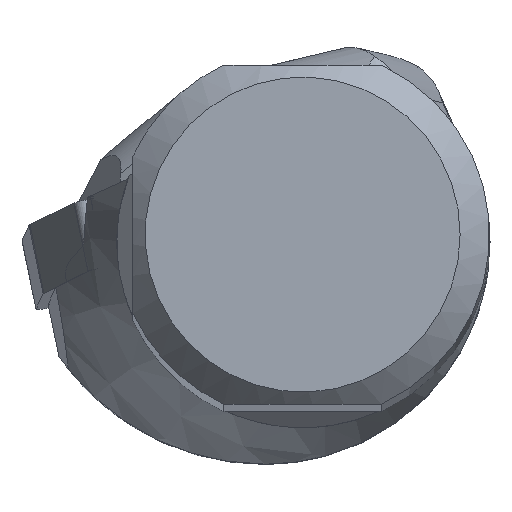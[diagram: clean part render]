
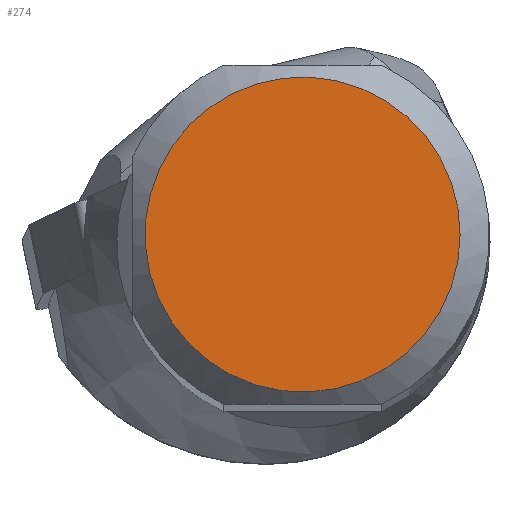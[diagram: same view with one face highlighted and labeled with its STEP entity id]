
A CAD part, top view. The second image highlights one B-rep face of the part: STEP entity #274.
In plain terms, the highlighted planar face has unit normal (0, 0, 1).
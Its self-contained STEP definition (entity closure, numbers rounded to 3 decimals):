
#191=FACE_OUTER_BOUND('',#424,.T.);
#274=ADVANCED_FACE('CU_SU_BP3',(#191),#343,.T.);
#343=PLANE('',#1798);
#424=EDGE_LOOP('',(#693));
#511=CIRCLE('',#1797,10.691);
#693=ORIENTED_EDGE('',*,*,#1254,.T.);
#1075=VERTEX_POINT('',#2731);
#1254=EDGE_CURVE('',#1075,#1075,#511,.T.);
#1797=AXIS2_PLACEMENT_3D('',#2730,#2112,#2113);
#1798=AXIS2_PLACEMENT_3D('',#2732,#2114,#2115);
#2112=DIRECTION('',(0.,0.,1.));
#2113=DIRECTION('',(1.,0.,0.));
#2114=DIRECTION('',(0.,0.,1.));
#2115=DIRECTION('',(1.,0.,0.));
#2730=CARTESIAN_POINT('',(0.,0.,0.));
#2731=CARTESIAN_POINT('',(10.691,0.,0.));
#2732=CARTESIAN_POINT('',(0.,0.,0.));
